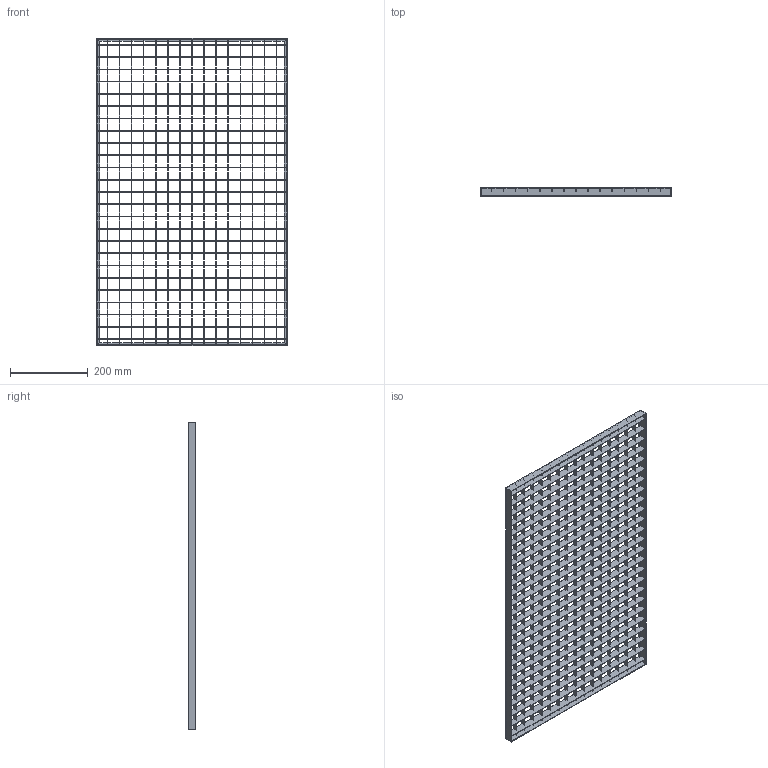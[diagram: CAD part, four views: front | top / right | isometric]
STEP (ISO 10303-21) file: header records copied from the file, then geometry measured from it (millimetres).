
FILE_DESCRIPTION (( 'STEP AP203' ), '1' );
FILE_NAME ('23-49793020-7.step', '2015-08-26T22:59:40', ( '' ), ( '' ), 'SwSTEP 2.0', 'SolidWorks 2015', '' );
FILE_SCHEMA (( 'CONFIG_CONTROL_DESIGN' ));
Products named in the file (1): 23-49793020-7
Bounding box: 490 x 20 x 790 mm (x, y, z)
Volume: 607835 mm3; surface area: 899407 mm2
Topology: 1 solids, 1 shells, 1450 faces, 5504 edges, 3664 vertices
Faces by surface type: plane 1450
Entity records: 58426 total; most frequent: ORIENTED_EDGE 11008, CARTESIAN_POINT 10634, DIRECTION 8401, EDGE_CURVE 5504, VECTOR 5499, LINE 5499, VERTEX_POINT 3664, EDGE_LOOP 1890
